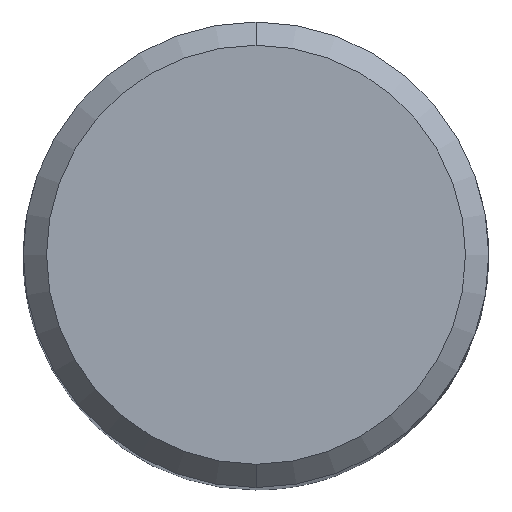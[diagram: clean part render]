
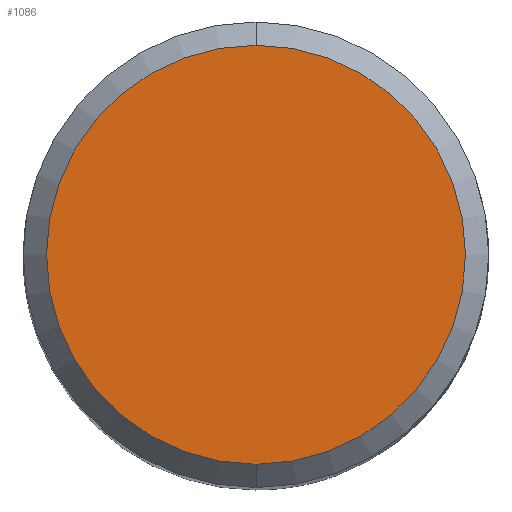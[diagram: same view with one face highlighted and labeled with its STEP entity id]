
A CAD part, top view. The second image highlights one B-rep face of the part: STEP entity #1086.
In plain terms, the highlighted planar face has unit normal (0, 0, 1).
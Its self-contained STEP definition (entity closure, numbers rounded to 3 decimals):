
#1086=ADVANCED_FACE('',(#2227),#2228,.T.);
#1160=EDGE_CURVE('',#1508,#1646,#2307,.T.);
#1508=VERTEX_POINT('',#2691);
#1538=EDGE_CURVE('',#1646,#1508,#2726,.T.);
#1646=VERTEX_POINT('',#2847);
#2227=FACE_OUTER_BOUND('',#5828,.T.);
#2228=PLANE('',#5829);
#2307=CIRCLE('',#6456,9.0);
#2691=CARTESIAN_POINT('',(0.,-9.0,0.0));
#2726=CIRCLE('',#9659,9.0);
#2847=CARTESIAN_POINT('',(0.0,9.0,0.0));
#5828=EDGE_LOOP('',(#11339,#11340));
#5829=AXIS2_PLACEMENT_3D('',#11341,#11342,#11343);
#6456=AXIS2_PLACEMENT_3D('',#11422,#11423,#11424);
#9659=AXIS2_PLACEMENT_3D('',#11917,#11918,#11919);
#11339=ORIENTED_EDGE('',*,*,#1538,.F.);
#11340=ORIENTED_EDGE('',*,*,#1160,.F.);
#11341=CARTESIAN_POINT('',(0.0,4.5,0.0));
#11342=DIRECTION('',(-0.0,0.0,1.0));
#11343=DIRECTION('',(0.0,-1.0,0.0));
#11422=CARTESIAN_POINT('',(0.0,0.0,0.0));
#11423=DIRECTION('',(0.0,0.0,-1.0));
#11424=DIRECTION('',(0.0,1.0,0.0));
#11917=CARTESIAN_POINT('',(0.0,0.0,0.0));
#11918=DIRECTION('',(0.0,0.0,-1.0));
#11919=DIRECTION('',(0.0,1.0,0.0));
